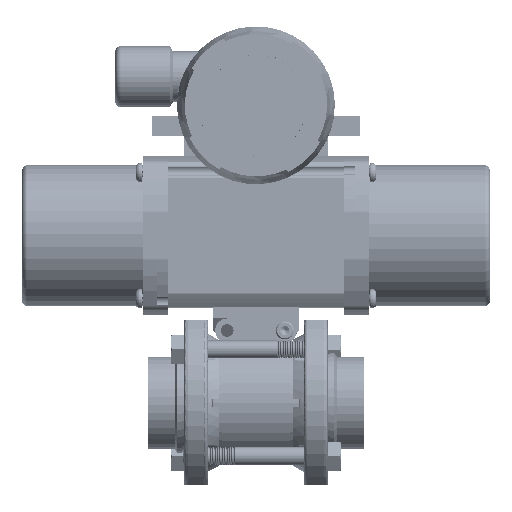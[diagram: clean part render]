
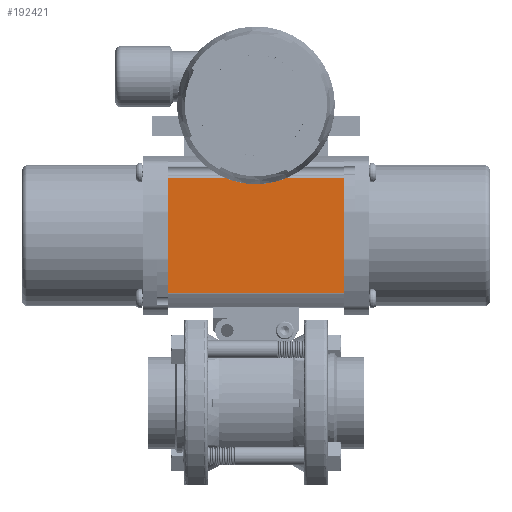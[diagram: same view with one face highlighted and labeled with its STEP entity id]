
A CAD part, top view. The second image highlights one B-rep face of the part: STEP entity #192421.
In plain terms, the highlighted planar face has unit normal (0, 0, 1).
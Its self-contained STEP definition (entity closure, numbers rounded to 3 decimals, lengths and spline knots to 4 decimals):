
#5112 = VECTOR ( 'NONE', #31810, 39.3701 ) ;
#10356 = ORIENTED_EDGE ( 'NONE', *, *, #76950, .F. ) ;
#14288 = EDGE_CURVE ( 'NONE', #152872, #16231, #55151, .T. ) ;
#16231 = VERTEX_POINT ( 'NONE', #137673 ) ;
#21842 = EDGE_CURVE ( 'NONE', #152872, #194144, #103438, .T. ) ;
#27369 = DIRECTION ( 'NONE',  ( 0., -1., 0. ) ) ;
#31810 = DIRECTION ( 'NONE',  ( 1., 0., 0. ) ) ;
#43337 = EDGE_CURVE ( 'NONE', #198162, #194144, #50371, .T. ) ;
#50371 = LINE ( 'NONE', #115804, #5112 ) ;
#55151 = LINE ( 'NONE', #211447, #140022 ) ;
#70302 = ORIENTED_EDGE ( 'NONE', *, *, #14288, .T. ) ;
#71262 = FACE_OUTER_BOUND ( 'NONE', #85591, .T. ) ;
#76950 = EDGE_CURVE ( 'NONE', #198162, #16231, #126448, .T. ) ;
#77961 = CARTESIAN_POINT ( 'NONE',  ( -5.0238, 3.8004, 3.281 ) ) ;
#85591 = EDGE_LOOP ( 'NONE', ( #219359, #70302, #10356, #131974 ) ) ;
#103438 = LINE ( 'NONE', #206972, #182861 ) ;
#115804 = CARTESIAN_POINT ( 'NONE',  ( -5.0238, 1.7988, 3.281 ) ) ;
#124857 = CARTESIAN_POINT ( 'NONE',  ( 1.5441, 3.7931, 3.281 ) ) ;
#126448 = LINE ( 'NONE', #191591, #211328 ) ;
#129108 = DIRECTION ( 'NONE',  ( 0., 0., -1. ) ) ;
#131974 = ORIENTED_EDGE ( 'NONE', *, *, #43337, .T. ) ;
#137673 = CARTESIAN_POINT ( 'NONE',  ( -1.5109, 3.7931, 3.281 ) ) ;
#140000 = CARTESIAN_POINT ( 'NONE',  ( -1.5109, 1.7988, 3.281 ) ) ;
#140022 = VECTOR ( 'NONE', #143905, 39.3701 ) ;
#143905 = DIRECTION ( 'NONE',  ( -1., 0., 0. ) ) ;
#152872 = VERTEX_POINT ( 'NONE', #124857 ) ;
#182861 = VECTOR ( 'NONE', #190668, 39.3701 ) ;
#184388 = CARTESIAN_POINT ( 'NONE',  ( 1.5441, 1.7988, 3.281 ) ) ;
#188177 = AXIS2_PLACEMENT_3D ( 'NONE', #77961, #129108, #27369 ) ;
#190668 = DIRECTION ( 'NONE',  ( 0., -1., 0. ) ) ;
#191591 = CARTESIAN_POINT ( 'NONE',  ( -1.5109, 3.8004, 3.281 ) ) ;
#192421 = ADVANCED_FACE ( 'NONE', ( #71262 ), #195821, .F. ) ;
#194144 = VERTEX_POINT ( 'NONE', #184388 ) ;
#195821 = PLANE ( 'NONE',  #188177 ) ;
#198162 = VERTEX_POINT ( 'NONE', #140000 ) ;
#206972 = CARTESIAN_POINT ( 'NONE',  ( 1.5441, 3.8004, 3.281 ) ) ;
#208693 = DIRECTION ( 'NONE',  ( 0., 1., 0. ) ) ;
#211328 = VECTOR ( 'NONE', #208693, 39.3701 ) ;
#211447 = CARTESIAN_POINT ( 'NONE',  ( -5.0238, 3.7931, 3.281 ) ) ;
#219359 = ORIENTED_EDGE ( 'NONE', *, *, #21842, .F. ) ;
